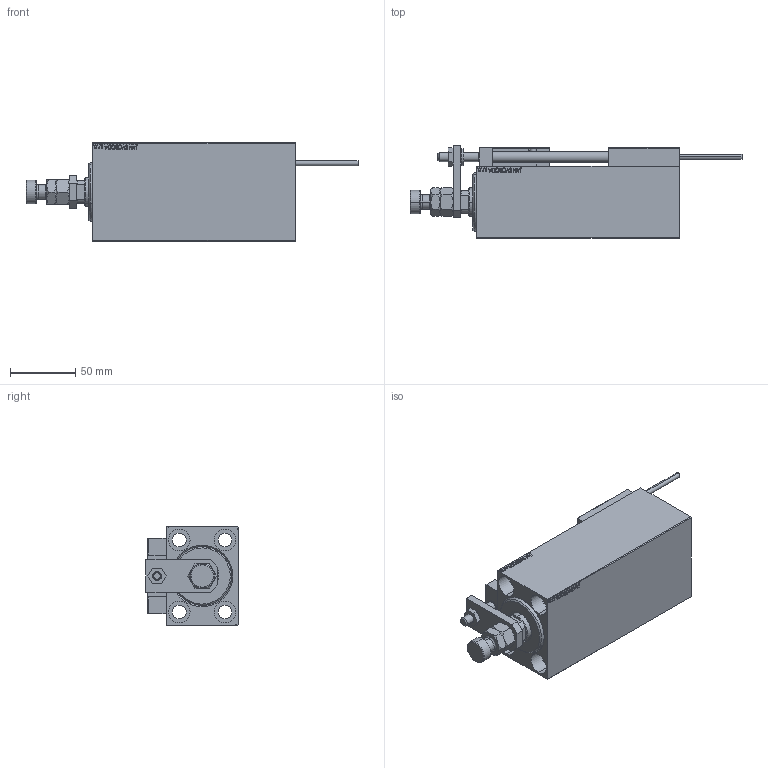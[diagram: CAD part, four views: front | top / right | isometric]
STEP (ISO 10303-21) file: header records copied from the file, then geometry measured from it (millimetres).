
FILE_DESCRIPTION (( 'STEP AP203' ), '1' );
FILE_NAME ('e84c.STEP', '2022-04-16T23:07:57', ( '' ), ( '' ), 'SwSTEP 2.0', 'SolidWorks 2019', '' );
FILE_SCHEMA (( 'CONFIG_CONTROL_DESIGN' ));
Length unit declared in the file: millimetre
Products named in the file (16): SWITCH_X_FRONT_BACK af991c7e0f47474dc7d9ba73e7080c22; ALLEN BOLT D5 af991c7e0f47474dc7d9ba73e7080c22; Block af991c7e0f47474dc7d9ba73e7080c22; e84c; V450CM_C_Body af991c7e0f47474dc7d9ba73e7080c22; NUT_D12 af991c7e0f47474dc7d9ba73e7080c22; X_Y_MFA af991c7e0f47474dc7d9ba73e7080c22; KONCOVKA af991c7e0f47474dc7d9ba73e7080c22; SWITCH DIM B,W af991c7e0f47474dc7d9ba73e7080c22; V450CM_VC_B af991c7e0f47474dc7d9ba73e7080c22; ALLEN BOLT D8 af991c7e0f47474dc7d9ba73e7080c22; ZARAZKA af991c7e0f47474dc7d9ba73e7080c22; V450CM_C_VCP af991c7e0f47474dc7d9ba73e7080c22; MAGNET af991c7e0f47474dc7d9ba73e7080c22; TYC_L79 af991c7e0f47474dc7d9ba73e7080c22; SWITCH X af991c7e0f47474dc7d9ba73e7080c22
Assembly tree (25 placements, depth 3):
  e84c
    V450CM_C_Body af991c7e0f47474dc7d9ba73e7080c22
    SWITCH X af991c7e0f47474dc7d9ba73e7080c22
      SWITCH_X_FRONT_BACK af991c7e0f47474dc7d9ba73e7080c22  x2
      TYC_L79 af991c7e0f47474dc7d9ba73e7080c22
      Block af991c7e0f47474dc7d9ba73e7080c22  x2
      ALLEN BOLT D5 af991c7e0f47474dc7d9ba73e7080c22  x4
      ALLEN BOLT D8 af991c7e0f47474dc7d9ba73e7080c22  x4
      MAGNET af991c7e0f47474dc7d9ba73e7080c22  x2
      KONCOVKA af991c7e0f47474dc7d9ba73e7080c22  x2
    NUT_D12 af991c7e0f47474dc7d9ba73e7080c22
    SWITCH DIM B,W af991c7e0f47474dc7d9ba73e7080c22
    ZARAZKA af991c7e0f47474dc7d9ba73e7080c22
    V450CM_C_VCP af991c7e0f47474dc7d9ba73e7080c22
    V450CM_VC_B af991c7e0f47474dc7d9ba73e7080c22
    X_Y_MFA af991c7e0f47474dc7d9ba73e7080c22
Bounding box: 254 x 70.5 x 75 mm (x, y, z)
Volume: 592403.3 mm3; surface area: 132847.5 mm2
Topology: 24 solids, 24 shells, 1330 faces, 3170 edges, 2017 vertices
Faces by surface type: plane 576, bspline 380, cylinder 188, cone 134, torus 48, sphere 4
Entity records: 51768 total; most frequent: CARTESIAN_POINT 26435, ORIENTED_EDGE 5360, DIRECTION 3656, EDGE_CURVE 2680, VERTEX_POINT 1741, LINE 1500, VECTOR 1500, EDGE_LOOP 1241
